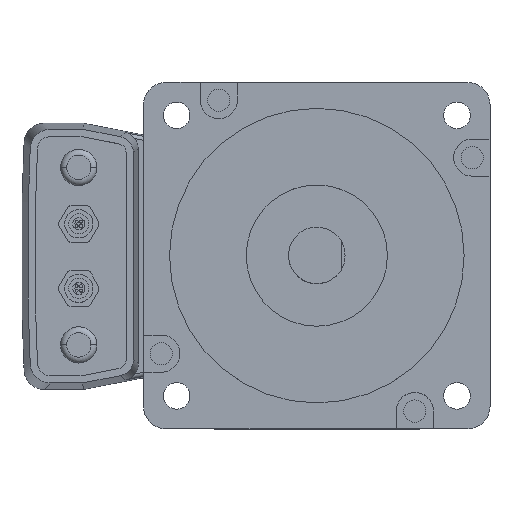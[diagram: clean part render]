
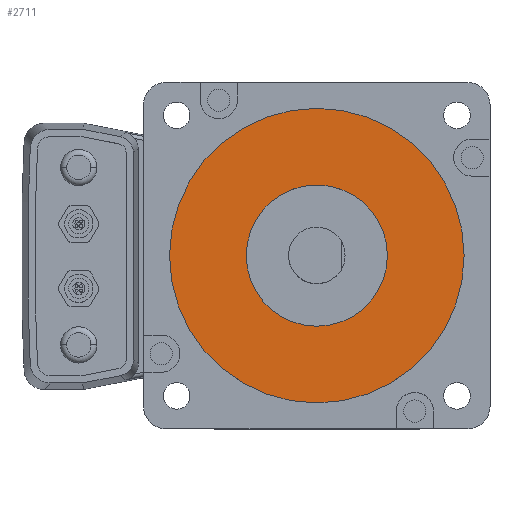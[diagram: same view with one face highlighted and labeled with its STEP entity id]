
A CAD part, top view. The second image highlights one B-rep face of the part: STEP entity #2711.
In plain terms, the highlighted planar face has unit normal (0, 0, 1).
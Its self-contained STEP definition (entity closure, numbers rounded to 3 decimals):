
#250 = CARTESIAN_POINT ( 'NONE',  ( 36.513, 0., 2. ) ) ;
#653 = DIRECTION ( 'NONE',  ( 0., 0., 1. ) ) ;
#1088 = VERTEX_POINT ( 'NONE', #250 ) ;
#1487 = DIRECTION ( 'NONE',  ( 1., 0., 0. ) ) ;
#2438 = VERTEX_POINT ( 'NONE', #4623 ) ;
#2560 = CIRCLE ( 'NONE', #4226, 17.5 ) ;
#2711 = ADVANCED_FACE ( 'NONE', ( #4469, #10780 ), #10870, .T. ) ;
#2950 = EDGE_LOOP ( 'NONE', ( #12062, #9738 ) ) ;
#3208 = EDGE_CURVE ( 'NONE', #1088, #10354, #20714, .T. ) ;
#3218 = DIRECTION ( 'NONE',  ( 0., 0., 1. ) ) ;
#4204 = AXIS2_PLACEMENT_3D ( 'NONE', #14749, #18864, #16008 ) ;
#4226 = AXIS2_PLACEMENT_3D ( 'NONE', #6797, #3218, #8070 ) ;
#4469 = FACE_OUTER_BOUND ( 'NONE', #6355, .T. ) ;
#4623 = CARTESIAN_POINT ( 'NONE',  ( -17.5, 0., 2. ) ) ;
#4815 = EDGE_CURVE ( 'NONE', #2438, #14600, #2560, .T. ) ;
#6355 = EDGE_LOOP ( 'NONE', ( #17094, #6484 ) ) ;
#6484 = ORIENTED_EDGE ( 'NONE', *, *, #3208, .T. ) ;
#6797 = CARTESIAN_POINT ( 'NONE',  ( 0., 0., 2. ) ) ;
#8070 = DIRECTION ( 'NONE',  ( 1., 0., 0. ) ) ;
#9738 = ORIENTED_EDGE ( 'NONE', *, *, #15878, .F. ) ;
#9814 = EDGE_CURVE ( 'NONE', #10354, #1088, #10579, .T. ) ;
#10354 = VERTEX_POINT ( 'NONE', #16589 ) ;
#10579 = CIRCLE ( 'NONE', #4204, 36.513 ) ;
#10780 = FACE_BOUND ( 'NONE', #2950, .T. ) ;
#10870 = PLANE ( 'NONE',  #18373 ) ;
#11133 = CARTESIAN_POINT ( 'NONE',  ( 17.5, 0., 2. ) ) ;
#11995 = CARTESIAN_POINT ( 'NONE',  ( 0., 0., 2. ) ) ;
#12046 = CIRCLE ( 'NONE', #14387, 17.5 ) ;
#12062 = ORIENTED_EDGE ( 'NONE', *, *, #4815, .F. ) ;
#13928 = DIRECTION ( 'NONE',  ( 0., 0., 1. ) ) ;
#14387 = AXIS2_PLACEMENT_3D ( 'NONE', #20614, #15900, #1487 ) ;
#14600 = VERTEX_POINT ( 'NONE', #11133 ) ;
#14696 = AXIS2_PLACEMENT_3D ( 'NONE', #11995, #653, #14852 ) ;
#14749 = CARTESIAN_POINT ( 'NONE',  ( 0., 0., 2. ) ) ;
#14852 = DIRECTION ( 'NONE',  ( 1., 0., 0. ) ) ;
#15878 = EDGE_CURVE ( 'NONE', #14600, #2438, #12046, .T. ) ;
#15900 = DIRECTION ( 'NONE',  ( 0., 0., 1. ) ) ;
#16008 = DIRECTION ( 'NONE',  ( 1., 0., 0. ) ) ;
#16589 = CARTESIAN_POINT ( 'NONE',  ( -36.512, 0., 2. ) ) ;
#17094 = ORIENTED_EDGE ( 'NONE', *, *, #9814, .T. ) ;
#17280 = DIRECTION ( 'NONE',  ( 1., 0., 0. ) ) ;
#17390 = CARTESIAN_POINT ( 'NONE',  ( 0., 0., 2. ) ) ;
#18373 = AXIS2_PLACEMENT_3D ( 'NONE', #17390, #13928, #17280 ) ;
#18864 = DIRECTION ( 'NONE',  ( 0., 0., 1. ) ) ;
#20614 = CARTESIAN_POINT ( 'NONE',  ( 0., 0., 2. ) ) ;
#20714 = CIRCLE ( 'NONE', #14696, 36.513 ) ;
